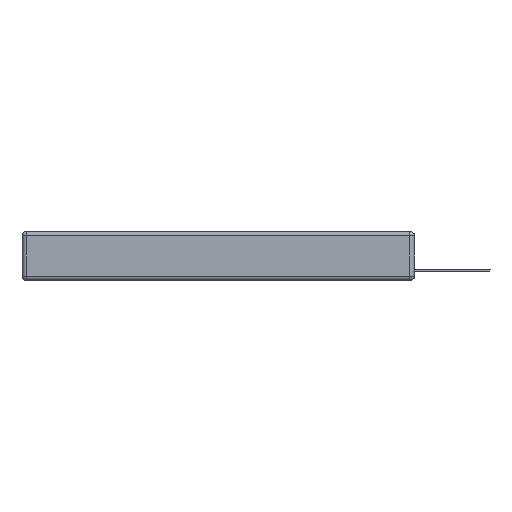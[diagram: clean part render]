
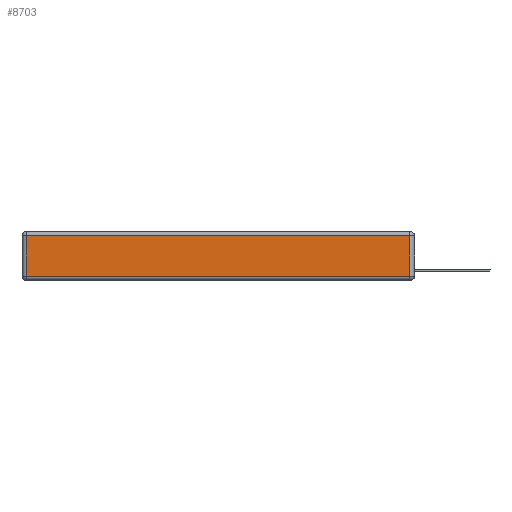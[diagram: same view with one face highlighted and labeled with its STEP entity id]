
A CAD part, left-side view. The second image highlights one B-rep face of the part: STEP entity #8703.
In plain terms, the highlighted planar face has unit normal (-1, 0, 0).
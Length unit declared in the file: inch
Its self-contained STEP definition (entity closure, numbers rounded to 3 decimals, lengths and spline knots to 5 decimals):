
#58 = VERTEX_POINT ( 'NONE', #7039 ) ;
#114 = DIRECTION ( 'NONE',  ( 0., 0., 1. ) ) ;
#440 = CARTESIAN_POINT ( 'NONE',  ( 0., 2.72, -0.03 ) ) ;
#648 = EDGE_CURVE ( 'NONE', #58, #5742, #9095, .T. ) ;
#702 = DIRECTION ( 'NONE',  ( 0., 0., 1. ) ) ;
#832 = ORIENTED_EDGE ( 'NONE', *, *, #9746, .T. ) ;
#858 = VECTOR ( 'NONE', #702, 39.37008 ) ;
#1064 = ORIENTED_EDGE ( 'NONE', *, *, #648, .T. ) ;
#1413 = ORIENTED_EDGE ( 'NONE', *, *, #11185, .T. ) ;
#1640 = CARTESIAN_POINT ( 'NONE',  ( 0., 0.03, -0.313 ) ) ;
#2377 = LINE ( 'NONE', #9125, #9434 ) ;
#2747 = VERTEX_POINT ( 'NONE', #440 ) ;
#4274 = FACE_OUTER_BOUND ( 'NONE', #10974, .T. ) ;
#4326 = CARTESIAN_POINT ( 'NONE',  ( 0., 0., -0.313 ) ) ;
#4671 = VERTEX_POINT ( 'NONE', #9758 ) ;
#4876 = LINE ( 'NONE', #7050, #858 ) ;
#4884 = AXIS2_PLACEMENT_3D ( 'NONE', #8712, #7680, #114 ) ;
#5742 = VERTEX_POINT ( 'NONE', #1640 ) ;
#5878 = DIRECTION ( 'NONE',  ( 0., 0., -1. ) ) ;
#6236 = VECTOR ( 'NONE', #6450, 39.37008 ) ;
#6450 = DIRECTION ( 'NONE',  ( 0., -1., 0. ) ) ;
#7039 = CARTESIAN_POINT ( 'NONE',  ( 0., 2.72, -0.313 ) ) ;
#7050 = CARTESIAN_POINT ( 'NONE',  ( 0., 0.03, -0.343 ) ) ;
#7142 = CARTESIAN_POINT ( 'NONE',  ( 0., 2.75, -0.03 ) ) ;
#7680 = DIRECTION ( 'NONE',  ( -1., 0., 0. ) ) ;
#8213 = DIRECTION ( 'NONE',  ( 0., 1., 0. ) ) ;
#8703 = ADVANCED_FACE ( 'NONE', ( #4274 ), #11720, .T. ) ;
#8712 = CARTESIAN_POINT ( 'NONE',  ( 0., 0., -0.343 ) ) ;
#9095 = LINE ( 'NONE', #4326, #6236 ) ;
#9125 = CARTESIAN_POINT ( 'NONE',  ( 0., 2.72, -0.343 ) ) ;
#9434 = VECTOR ( 'NONE', #5878, 39.37008 ) ;
#9622 = EDGE_CURVE ( 'NONE', #2747, #58, #2377, .T. ) ;
#9746 = EDGE_CURVE ( 'NONE', #4671, #2747, #12554, .T. ) ;
#9758 = CARTESIAN_POINT ( 'NONE',  ( 0., 0.03, -0.03 ) ) ;
#10886 = VECTOR ( 'NONE', #8213, 39.37008 ) ;
#10974 = EDGE_LOOP ( 'NONE', ( #1064, #1413, #832, #12149 ) ) ;
#11185 = EDGE_CURVE ( 'NONE', #5742, #4671, #4876, .T. ) ;
#11720 = PLANE ( 'NONE',  #4884 ) ;
#12149 = ORIENTED_EDGE ( 'NONE', *, *, #9622, .T. ) ;
#12554 = LINE ( 'NONE', #7142, #10886 ) ;
